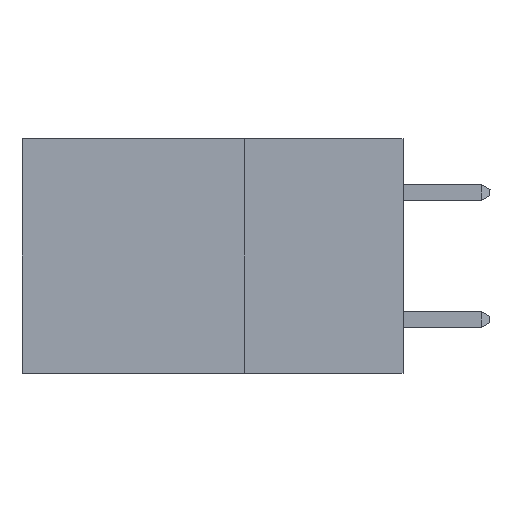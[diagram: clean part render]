
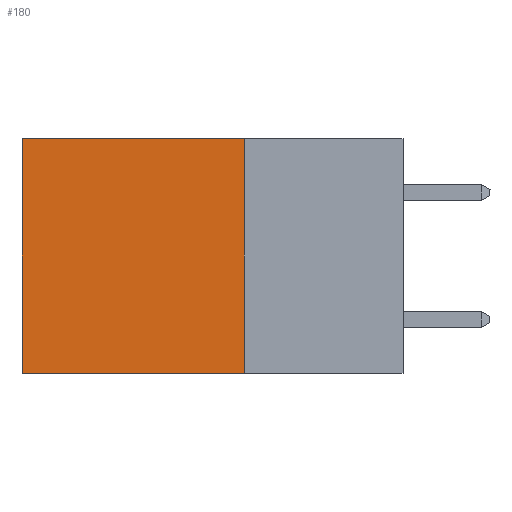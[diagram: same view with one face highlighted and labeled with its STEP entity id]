
A CAD part, left-side view. The second image highlights one B-rep face of the part: STEP entity #180.
In plain terms, the highlighted planar face has unit normal (-1, 0, 0).
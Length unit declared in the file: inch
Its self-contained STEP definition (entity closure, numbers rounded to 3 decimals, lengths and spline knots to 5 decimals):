
#130 = CARTESIAN_POINT ( 'NONE',  ( 0.2875, 0.25, -0.37 ) ) ;
#180 = ADVANCED_FACE ( 'NONE', ( #5721 ), #12025, .F. ) ;
#596 = EDGE_CURVE ( 'NONE', #7172, #5025, #3243, .T. ) ;
#931 = DIRECTION ( 'NONE',  ( 0., 0., -1. ) ) ;
#1242 = LINE ( 'NONE', #2788, #9311 ) ;
#1300 = DIRECTION ( 'NONE',  ( 0., 0., -1. ) ) ;
#1582 = LINE ( 'NONE', #130, #3999 ) ;
#1617 = CARTESIAN_POINT ( 'NONE',  ( 0.2875, 0.25, -0.37 ) ) ;
#2475 = VECTOR ( 'NONE', #931, 39.37008 ) ;
#2788 = CARTESIAN_POINT ( 'NONE',  ( 0.2875, 0.25, 0. ) ) ;
#2806 = CARTESIAN_POINT ( 'NONE',  ( 0.2875, 0.6, -0.37 ) ) ;
#2898 = EDGE_CURVE ( 'NONE', #5025, #12789, #1582, .T. ) ;
#3243 = LINE ( 'NONE', #6568, #11265 ) ;
#3488 = ORIENTED_EDGE ( 'NONE', *, *, #596, .F. ) ;
#3999 = VECTOR ( 'NONE', #8741, 39.37008 ) ;
#4607 = CARTESIAN_POINT ( 'NONE',  ( 0.2875, 0.6, 0. ) ) ;
#5016 = CARTESIAN_POINT ( 'NONE',  ( 0.2875, 0.25, 0. ) ) ;
#5025 = VERTEX_POINT ( 'NONE', #1617 ) ;
#5104 = DIRECTION ( 'NONE',  ( 1., 0., 0. ) ) ;
#5526 = EDGE_CURVE ( 'NONE', #7571, #12789, #8412, .T. ) ;
#5721 = FACE_OUTER_BOUND ( 'NONE', #12340, .T. ) ;
#6568 = CARTESIAN_POINT ( 'NONE',  ( 0.2875, 0.25, 0. ) ) ;
#7172 = VERTEX_POINT ( 'NONE', #9452 ) ;
#7478 = DIRECTION ( 'NONE',  ( 0., 0., -1. ) ) ;
#7571 = VERTEX_POINT ( 'NONE', #11113 ) ;
#7610 = EDGE_CURVE ( 'NONE', #7172, #7571, #1242, .T. ) ;
#8128 = ORIENTED_EDGE ( 'NONE', *, *, #5526, .T. ) ;
#8337 = AXIS2_PLACEMENT_3D ( 'NONE', #5016, #5104, #1300 ) ;
#8412 = LINE ( 'NONE', #4607, #2475 ) ;
#8456 = ORIENTED_EDGE ( 'NONE', *, *, #2898, .F. ) ;
#8741 = DIRECTION ( 'NONE',  ( 0., 1., 0. ) ) ;
#9311 = VECTOR ( 'NONE', #11203, 39.37008 ) ;
#9451 = ORIENTED_EDGE ( 'NONE', *, *, #7610, .T. ) ;
#9452 = CARTESIAN_POINT ( 'NONE',  ( 0.2875, 0.25, 0. ) ) ;
#11113 = CARTESIAN_POINT ( 'NONE',  ( 0.2875, 0.6, 0. ) ) ;
#11203 = DIRECTION ( 'NONE',  ( 0., 1., 0. ) ) ;
#11265 = VECTOR ( 'NONE', #7478, 39.37008 ) ;
#12025 = PLANE ( 'NONE',  #8337 ) ;
#12340 = EDGE_LOOP ( 'NONE', ( #8128, #8456, #3488, #9451 ) ) ;
#12789 = VERTEX_POINT ( 'NONE', #2806 ) ;
